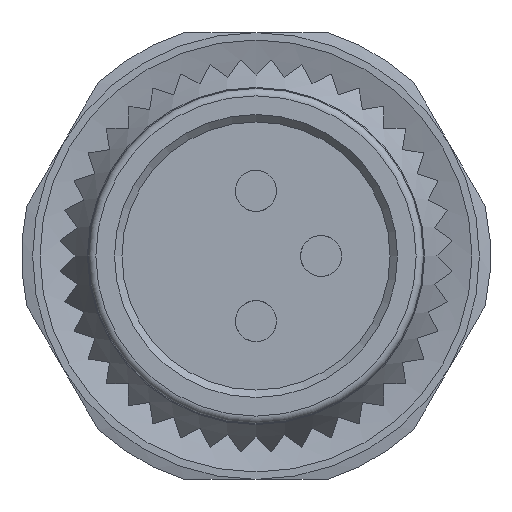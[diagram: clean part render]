
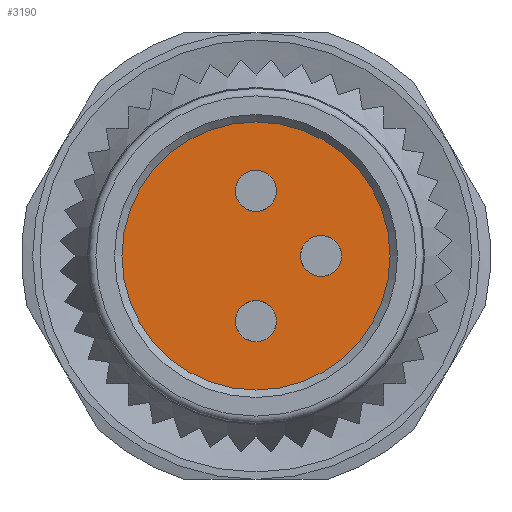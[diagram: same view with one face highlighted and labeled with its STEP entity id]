
A CAD part, left-side view. The second image highlights one B-rep face of the part: STEP entity #3190.
In plain terms, the highlighted planar face has unit normal (-1, 0, 0).
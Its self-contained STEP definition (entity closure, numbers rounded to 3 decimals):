
#327=CIRCLE('',#3853,3.6);
#351=CIRCLE('',#3990,0.55);
#352=CIRCLE('',#3991,0.55);
#353=CIRCLE('',#3992,0.55);
#459=PLANE('',#3993);
#880=EDGE_LOOP('',(#2216));
#881=EDGE_LOOP('',(#2217));
#882=EDGE_LOOP('',(#2218));
#883=EDGE_LOOP('',(#2219));
#2216=ORIENTED_EDGE('',*,*,#2749,.T.);
#2217=ORIENTED_EDGE('',*,*,#2750,.T.);
#2218=ORIENTED_EDGE('',*,*,#2751,.T.);
#2219=ORIENTED_EDGE('',*,*,#2599,.T.);
#2599=EDGE_CURVE('',#3563,#3563,#327,.T.);
#2749=EDGE_CURVE('',#3624,#3624,#351,.T.);
#2750=EDGE_CURVE('',#3625,#3625,#352,.T.);
#2751=EDGE_CURVE('',#3626,#3626,#353,.T.);
#3190=ADVANCED_FACE('',(#3266,#3267,#3268,#3269),#459,.F.);
#3266=FACE_BOUND('',#880,.T.);
#3267=FACE_BOUND('',#881,.T.);
#3268=FACE_BOUND('',#882,.T.);
#3269=FACE_BOUND('',#883,.T.);
#3563=VERTEX_POINT('',#6105);
#3624=VERTEX_POINT('',#6729);
#3625=VERTEX_POINT('',#6731);
#3626=VERTEX_POINT('',#6733);
#3853=AXIS2_PLACEMENT_3D('',#6104,#4549,#4550);
#3990=AXIS2_PLACEMENT_3D('',#6728,#4865,#4866);
#3991=AXIS2_PLACEMENT_3D('',#6730,#4867,#4868);
#3992=AXIS2_PLACEMENT_3D('',#6732,#4869,#4870);
#3993=AXIS2_PLACEMENT_3D('',#6734,#4871,#4872);
#4549=DIRECTION('',(-1.,0.,0.));
#4550=DIRECTION('',(0.,0.,1.));
#4865=DIRECTION('',(1.,0.,0.));
#4866=DIRECTION('',(0.,0.,-1.));
#4867=DIRECTION('',(1.,0.,0.));
#4868=DIRECTION('',(0.,0.,-1.));
#4869=DIRECTION('',(1.,0.,0.));
#4870=DIRECTION('',(0.,0.,-1.));
#4871=DIRECTION('',(1.,0.,0.));
#4872=DIRECTION('',(0.,0.,-1.));
#6104=CARTESIAN_POINT('',(0.2,0.,0.));
#6105=CARTESIAN_POINT('',(0.2,0.,3.6));
#6728=CARTESIAN_POINT('',(0.2,0.,-1.75));
#6729=CARTESIAN_POINT('',(0.2,0.,-2.3));
#6730=CARTESIAN_POINT('',(0.2,0.,1.75));
#6731=CARTESIAN_POINT('',(0.2,0.,1.2));
#6732=CARTESIAN_POINT('',(0.2,-1.75,0.));
#6733=CARTESIAN_POINT('',(0.2,-1.75,-0.55));
#6734=CARTESIAN_POINT('',(0.2,0.,0.));
